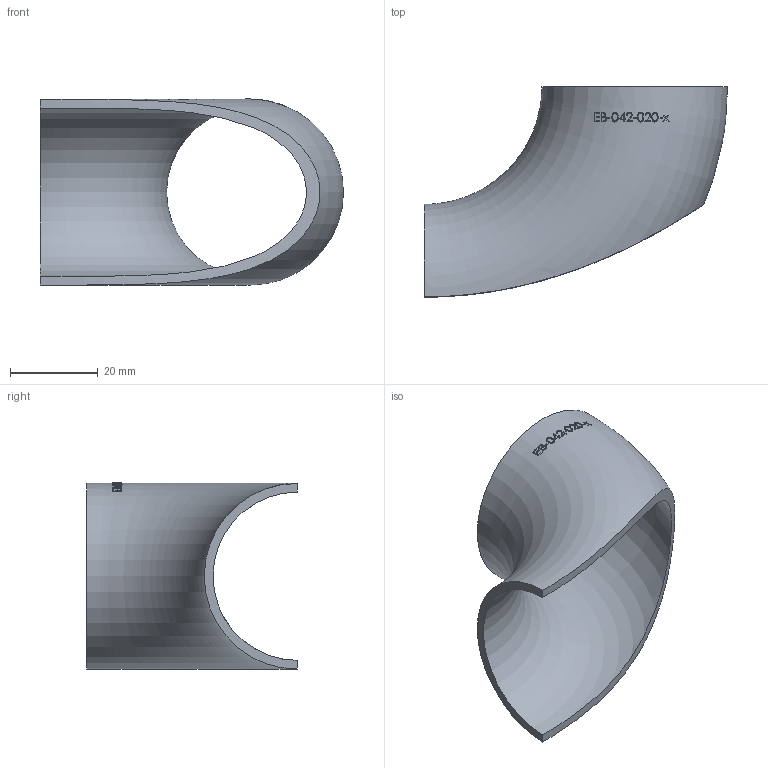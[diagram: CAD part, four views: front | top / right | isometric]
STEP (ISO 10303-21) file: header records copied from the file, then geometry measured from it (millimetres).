
FILE_DESCRIPTION (( 'STEP AP214' ), '1' );
FILE_NAME ('EB-042-020-x Einschweissbogen 1903.STEP', '2019-03-25T14:01:58', ( '' ), ( '' ), 'SwSTEP 2.0', 'SolidWorks 2016', '' );
FILE_SCHEMA (( 'AUTOMOTIVE_DESIGN' ));
Length unit declared in the file: millimetre
Products named in the file (1): EB-042-020-x Einschweissbogen 1903
Bounding box: 69.2 x 48 x 42.5 mm (x, y, z)
Volume: 11957.2 mm3; surface area: 12686.3 mm2
Topology: 1 solids, 1 shells, 141 faces, 382 edges, 260 vertices
Faces by surface type: plane 72, bspline 49, torus 20
Entity records: 9352 total; most frequent: CARTESIAN_POINT 4977, ORIENTED_EDGE 756, EDGE_CURVE 378, DIRECTION 314, VERTEX_POINT 258, B_SPLINE_CURVE_WITH_KNOTS 254, EDGE_LOOP 162, FACE_OUTER_BOUND 143
